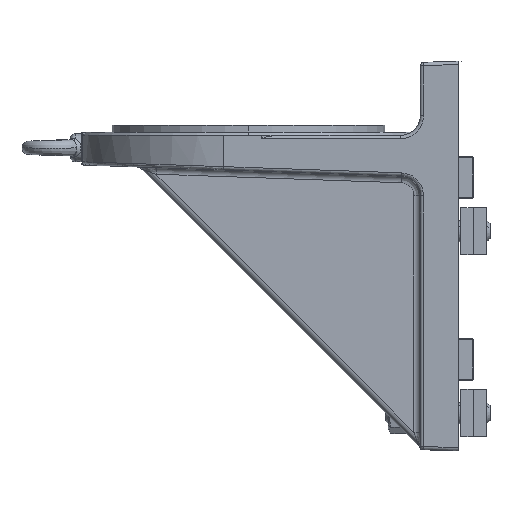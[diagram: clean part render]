
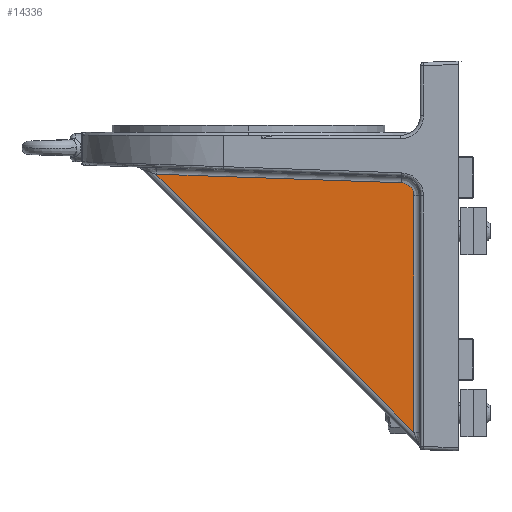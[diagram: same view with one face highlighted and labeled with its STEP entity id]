
A CAD part, left-side view. The second image highlights one B-rep face of the part: STEP entity #14336.
In plain terms, the highlighted planar face has unit normal (-1, 0.018, 0).
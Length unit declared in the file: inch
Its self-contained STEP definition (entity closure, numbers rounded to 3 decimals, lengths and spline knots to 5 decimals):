
#189 = EDGE_CURVE ( 'NONE', #6873, #7402, #4879, .T. ) ;
#480 = VECTOR ( 'NONE', #16649, 39.37008 ) ;
#966 = FACE_OUTER_BOUND ( 'NONE', #3662, .T. ) ;
#1200 = EDGE_CURVE ( 'NONE', #9559, #6873, #13431, .T. ) ;
#2857 = CARTESIAN_POINT ( 'NONE',  ( -2.92322, -3.81511, -0.62241 ) ) ;
#3204 = AXIS2_PLACEMENT_3D ( 'NONE', #17091, #4659, #4461 ) ;
#3662 = EDGE_LOOP ( 'NONE', ( #16609, #18205, #6452, #14224 ) ) ;
#4024 = CARTESIAN_POINT ( 'NONE',  ( -2.9254, -3.93976, 0.51181 ) ) ;
#4192 = VERTEX_POINT ( 'NONE', #4441 ) ;
#4283 = VECTOR ( 'NONE', #12066, 39.37008 ) ;
#4441 = CARTESIAN_POINT ( 'NONE',  ( -2.81819, 2.2024, -0.41228 ) ) ;
#4461 = DIRECTION ( 'NONE',  ( -0.017, -1., 0. ) ) ;
#4659 = DIRECTION ( 'NONE',  ( -1., 0.017, 0. ) ) ;
#4879 =( BOUNDED_CURVE ( )  B_SPLINE_CURVE ( 3, ( #5972, #18593, #2857, #15661 ),
 .UNSPECIFIED., .F., .F. ) 
 B_SPLINE_CURVE_WITH_KNOTS ( ( 4, 4 ),
 ( 3.14159, 4.67748 ),
 .UNSPECIFIED. ) 
 CURVE ( )  GEOMETRIC_REPRESENTATION_ITEM ( )  RATIONAL_B_SPLINE_CURVE ( ( 1., 0.813, 0.813, 1. ) ) 
 REPRESENTATION_ITEM ( '' )  );
#5253 = DIRECTION ( 'NONE',  ( 0.017, 0.999, 0.035 ) ) ;
#5972 = CARTESIAN_POINT ( 'NONE',  ( -2.9254, -3.93976, -0.93092 ) ) ;
#6452 = ORIENTED_EDGE ( 'NONE', *, *, #189, .T. ) ;
#6873 = VERTEX_POINT ( 'NONE', #15161 ) ;
#7168 = CARTESIAN_POINT ( 'NONE',  ( -2.9254, -3.93976, -6.55444 ) ) ;
#7193 = CARTESIAN_POINT ( 'NONE',  ( -2.92009, -3.63579, -0.61615 ) ) ;
#7271 = PLANE ( 'NONE',  #3204 ) ;
#7402 = VERTEX_POINT ( 'NONE', #7193 ) ;
#8193 = EDGE_CURVE ( 'NONE', #7402, #4192, #8574, .T. ) ;
#8574 = LINE ( 'NONE', #9818, #17563 ) ;
#9559 = VERTEX_POINT ( 'NONE', #7168 ) ;
#9818 = CARTESIAN_POINT ( 'NONE',  ( -2.94593, -5.1163, -0.66785 ) ) ;
#12066 = DIRECTION ( 'NONE',  ( -0.012, -0.707, -0.707 ) ) ;
#13431 = LINE ( 'NONE', #4024, #480 ) ;
#14224 = ORIENTED_EDGE ( 'NONE', *, *, #8193, .T. ) ;
#14336 = ADVANCED_FACE ( 'NONE', ( #966 ), #7271, .T. ) ;
#15161 = CARTESIAN_POINT ( 'NONE',  ( -2.9254, -3.93976, -0.93092 ) ) ;
#15236 = LINE ( 'NONE', #19832, #4283 ) ;
#15661 = CARTESIAN_POINT ( 'NONE',  ( -2.92009, -3.63579, -0.61615 ) ) ;
#16609 = ORIENTED_EDGE ( 'NONE', *, *, #17937, .T. ) ;
#16649 = DIRECTION ( 'NONE',  ( 0., 0., 1. ) ) ;
#17091 = CARTESIAN_POINT ( 'NONE',  ( -2.94665, -5.15748, 0.51181 ) ) ;
#17563 = VECTOR ( 'NONE', #5253, 39.37008 ) ;
#17937 = EDGE_CURVE ( 'NONE', #4192, #9559, #15236, .T. ) ;
#18205 = ORIENTED_EDGE ( 'NONE', *, *, #1200, .T. ) ;
#18593 = CARTESIAN_POINT ( 'NONE',  ( -2.9254, -3.93976, -0.75149 ) ) ;
#19832 = CARTESIAN_POINT ( 'NONE',  ( -2.87437, -1.01612, -3.63081 ) ) ;
